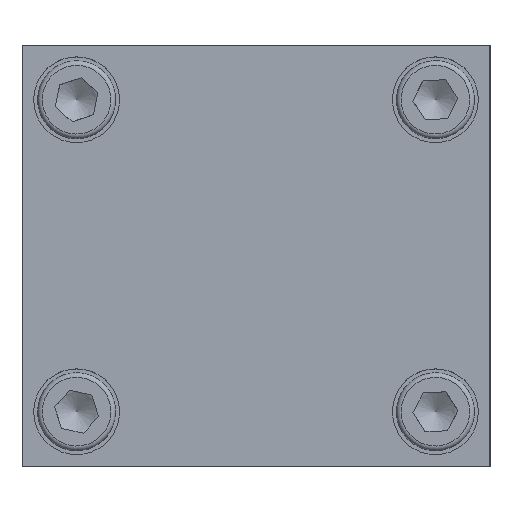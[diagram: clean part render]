
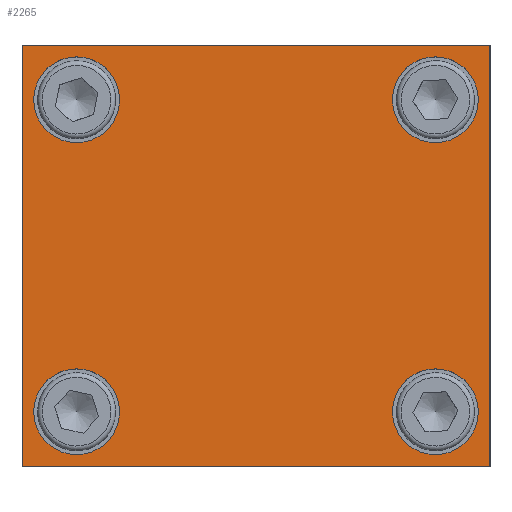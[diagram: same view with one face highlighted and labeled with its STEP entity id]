
A CAD part, top view. The second image highlights one B-rep face of the part: STEP entity #2265.
In plain terms, the highlighted planar face has unit normal (0, 0, 1).
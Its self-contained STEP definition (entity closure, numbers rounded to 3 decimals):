
#1692=CARTESIAN_POINT('',(60.0,54.0,0.0));
#1693=VERTEX_POINT('',#1692);
#1700=CARTESIAN_POINT('',(60.,0.,0.0));
#1701=VERTEX_POINT('',#1700);
#1702=CARTESIAN_POINT('',(60.0,54.0,0.0));
#1703=DIRECTION('',(0.0,-1.0,0.0));
#1704=VECTOR('',#1703,54.);
#1705=LINE('',#1702,#1704);
#1706=EDGE_CURVE('',#1693,#1701,#1705,.T.);
#1817=CARTESIAN_POINT('',(12.5,7.,0.0));
#1818=VERTEX_POINT('',#1817);
#1819=CARTESIAN_POINT('',(7.,7.,0.0));
#1820=DIRECTION('',(0.0,0.0,-1.0));
#1821=DIRECTION('',(1.0,0.0,0.0));
#1822=AXIS2_PLACEMENT_3D('',#1819,#1820,#1821);
#1823=CIRCLE('',#1822,5.5);
#1824=EDGE_CURVE('',#1818,#1818,#1823,.T.);
#1919=CARTESIAN_POINT('',(12.5,47.0,0.0));
#1920=VERTEX_POINT('',#1919);
#1921=CARTESIAN_POINT('',(7.,47.0,0.0));
#1922=DIRECTION('',(0.0,0.0,-1.0));
#1923=DIRECTION('',(1.0,0.0,0.0));
#1924=AXIS2_PLACEMENT_3D('',#1921,#1922,#1923);
#1925=CIRCLE('',#1924,5.5);
#1926=EDGE_CURVE('',#1920,#1920,#1925,.T.);
#2013=CARTESIAN_POINT('',(58.5,47.0,0.0));
#2014=VERTEX_POINT('',#2013);
#2015=CARTESIAN_POINT('',(53.0,47.0,0.0));
#2016=DIRECTION('',(0.0,0.0,-1.0));
#2017=DIRECTION('',(1.0,0.0,0.0));
#2018=AXIS2_PLACEMENT_3D('',#2015,#2016,#2017);
#2019=CIRCLE('',#2018,5.5);
#2020=EDGE_CURVE('',#2014,#2014,#2019,.T.);
#2107=CARTESIAN_POINT('',(58.5,7.,0.0));
#2108=VERTEX_POINT('',#2107);
#2109=CARTESIAN_POINT('',(53.0,7.,0.0));
#2110=DIRECTION('',(0.0,0.0,-1.0));
#2111=DIRECTION('',(1.0,0.0,0.0));
#2112=AXIS2_PLACEMENT_3D('',#2109,#2110,#2111);
#2113=CIRCLE('',#2112,5.5);
#2114=EDGE_CURVE('',#2108,#2108,#2113,.T.);
#2177=CARTESIAN_POINT('',(0.0,0.0,0.0));
#2178=VERTEX_POINT('',#2177);
#2179=CARTESIAN_POINT('',(60.,0.,0.0));
#2180=DIRECTION('',(-1.0,0.0,0.0));
#2181=VECTOR('',#2180,60.);
#2182=LINE('',#2179,#2181);
#2183=EDGE_CURVE('',#1701,#2178,#2182,.T.);
#2200=CARTESIAN_POINT('',(0.0,54.0,0.0));
#2201=VERTEX_POINT('',#2200);
#2208=CARTESIAN_POINT('',(0.0,54.0,0.0));
#2209=DIRECTION('',(1.0,0.0,0.0));
#2210=VECTOR('',#2209,60.0);
#2211=LINE('',#2208,#2210);
#2212=EDGE_CURVE('',#2201,#1693,#2211,.T.);
#2231=CARTESIAN_POINT('',(0.0,0.0,0.0));
#2232=DIRECTION('',(0.0,1.0,0.0));
#2233=VECTOR('',#2232,54.0);
#2234=LINE('',#2231,#2233);
#2235=EDGE_CURVE('',#2178,#2201,#2234,.T.);
#2242=CARTESIAN_POINT('',(30.0,27.0,0.0));
#2243=DIRECTION('',(0.0,0.0,1.0));
#2244=DIRECTION('',(1.0,0.0,0.0));
#2245=AXIS2_PLACEMENT_3D('',#2242,#2243,#2244);
#2246=PLANE('',#2245);
#2247=ORIENTED_EDGE('',*,*,#2235,.F.);
#2248=ORIENTED_EDGE('',*,*,#2183,.F.);
#2249=ORIENTED_EDGE('',*,*,#1706,.F.);
#2250=ORIENTED_EDGE('',*,*,#2212,.F.);
#2251=EDGE_LOOP('',(#2247,#2248,#2249,#2250));
#2252=FACE_OUTER_BOUND('',#2251,.T.);
#2253=ORIENTED_EDGE('',*,*,#1824,.T.);
#2254=EDGE_LOOP('',(#2253));
#2255=FACE_BOUND('',#2254,.T.);
#2256=ORIENTED_EDGE('',*,*,#1926,.T.);
#2257=EDGE_LOOP('',(#2256));
#2258=FACE_BOUND('',#2257,.T.);
#2259=ORIENTED_EDGE('',*,*,#2020,.T.);
#2260=EDGE_LOOP('',(#2259));
#2261=FACE_BOUND('',#2260,.T.);
#2262=ORIENTED_EDGE('',*,*,#2114,.T.);
#2263=EDGE_LOOP('',(#2262));
#2264=FACE_BOUND('',#2263,.T.);
#2265=ADVANCED_FACE('',(#2252,#2255,#2258,#2261,#2264),#2246,.T.);
